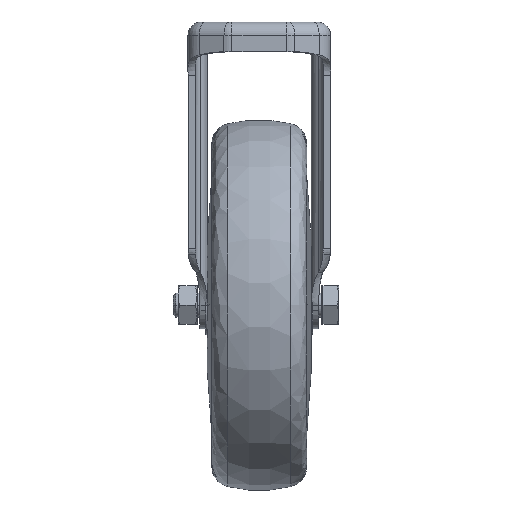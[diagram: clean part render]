
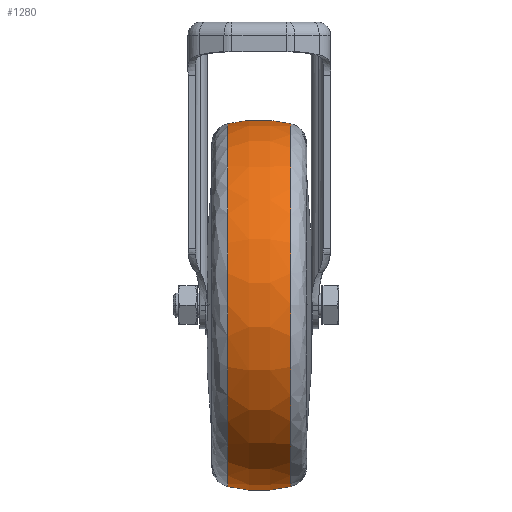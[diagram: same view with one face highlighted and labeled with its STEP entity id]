
A CAD part, top view. The second image highlights one B-rep face of the part: STEP entity #1280.
In plain terms, the highlighted toroidal (fillet/blend) face has major radius 17.5 mm and minor radius 45 mm.
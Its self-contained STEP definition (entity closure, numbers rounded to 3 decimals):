
#316 = CARTESIAN_POINT ( 'NONE',  ( 10.658, -156.72, 0. ) ) ;
#651 = DIRECTION ( 'NONE',  ( 0., 0., -1. ) ) ;
#1117 = AXIS2_PLACEMENT_3D ( 'NONE', #8495, #7803, #4164 ) ;
#1280 = ADVANCED_FACE ( 'NONE', ( #4162 ), #6027, .T. ) ;
#2141 = ORIENTED_EDGE ( 'NONE', *, *, #8304, .F. ) ;
#2562 = CARTESIAN_POINT ( 'NONE',  ( 10.658, -34.28, 0. ) ) ;
#2666 = ORIENTED_EDGE ( 'NONE', *, *, #4547, .T. ) ;
#2730 = EDGE_CURVE ( 'NONE', #8751, #8372, #3503, .T. ) ;
#2828 = ORIENTED_EDGE ( 'NONE', *, *, #8189, .F. ) ;
#2917 = DIRECTION ( 'NONE',  ( 1., 0., 0. ) ) ;
#2926 = DIRECTION ( 'NONE',  ( 1., 0., 0. ) ) ;
#3214 = CARTESIAN_POINT ( 'NONE',  ( -10.658, -34.28, 0. ) ) ;
#3360 = AXIS2_PLACEMENT_3D ( 'NONE', #7029, #8510, #2917 ) ;
#3503 = CIRCLE ( 'NONE', #4300, 45. ) ;
#3897 = DIRECTION ( 'NONE',  ( -1., 0., 0. ) ) ;
#4068 = CIRCLE ( 'NONE', #3360, 45. ) ;
#4077 = EDGE_LOOP ( 'NONE', ( #2141, #2666, #2828, #6856 ) ) ;
#4162 = FACE_OUTER_BOUND ( 'NONE', #4077, .T. ) ;
#4164 = DIRECTION ( 'NONE',  ( 0., 1., 0. ) ) ;
#4169 = AXIS2_PLACEMENT_3D ( 'NONE', #5141, #2926, #7865 ) ;
#4300 = AXIS2_PLACEMENT_3D ( 'NONE', #6328, #651, #8424 ) ;
#4547 = EDGE_CURVE ( 'NONE', #5802, #8314, #4068, .T. ) ;
#4808 = AXIS2_PLACEMENT_3D ( 'NONE', #8819, #3897, #5964 ) ;
#5141 = CARTESIAN_POINT ( 'NONE',  ( 10.658, -95.5, 0. ) ) ;
#5268 = CIRCLE ( 'NONE', #4169, 61.22 ) ;
#5802 = VERTEX_POINT ( 'NONE', #8041 ) ;
#5964 = DIRECTION ( 'NONE',  ( 0., -1., 0. ) ) ;
#6027 = TOROIDAL_SURFACE ( 'NONE', #1117, 17.5, 45. ) ;
#6149 = CIRCLE ( 'NONE', #4808, 61.22 ) ;
#6328 = CARTESIAN_POINT ( 'NONE',  ( 0., -78., 0. ) ) ;
#6856 = ORIENTED_EDGE ( 'NONE', *, *, #2730, .F. ) ;
#7029 = CARTESIAN_POINT ( 'NONE',  ( 0., -113., 0. ) ) ;
#7803 = DIRECTION ( 'NONE',  ( 1., 0., 0. ) ) ;
#7865 = DIRECTION ( 'NONE',  ( 0., 1., 0. ) ) ;
#8041 = CARTESIAN_POINT ( 'NONE',  ( -10.658, -156.72, 0. ) ) ;
#8189 = EDGE_CURVE ( 'NONE', #8372, #8314, #5268, .T. ) ;
#8304 = EDGE_CURVE ( 'NONE', #5802, #8751, #6149, .T. ) ;
#8314 = VERTEX_POINT ( 'NONE', #316 ) ;
#8372 = VERTEX_POINT ( 'NONE', #2562 ) ;
#8424 = DIRECTION ( 'NONE',  ( -1., 0., 0. ) ) ;
#8495 = CARTESIAN_POINT ( 'NONE',  ( 0., -95.5, 0. ) ) ;
#8510 = DIRECTION ( 'NONE',  ( 0., 0., 1. ) ) ;
#8751 = VERTEX_POINT ( 'NONE', #3214 ) ;
#8819 = CARTESIAN_POINT ( 'NONE',  ( -10.658, -95.5, 0. ) ) ;
